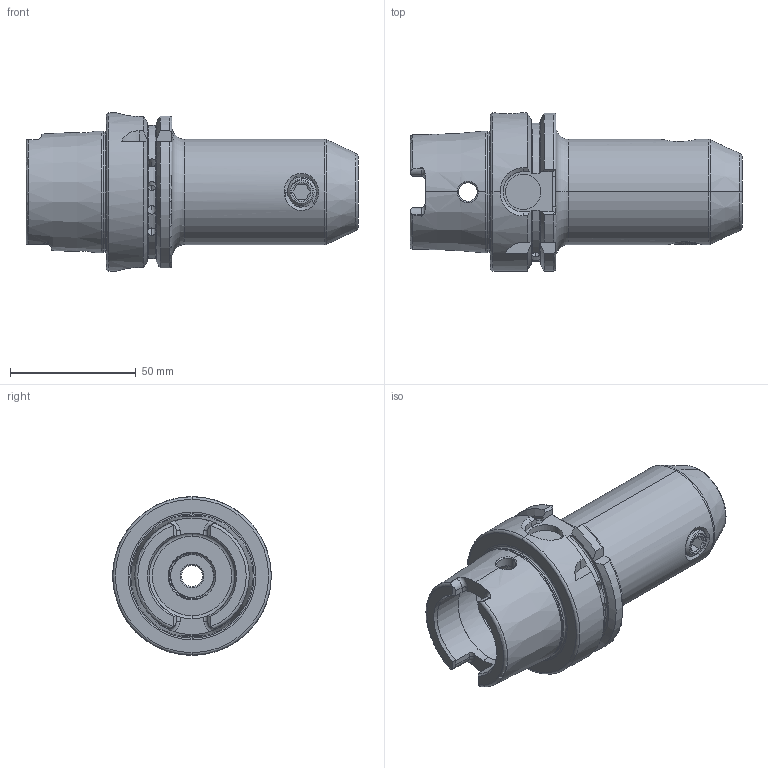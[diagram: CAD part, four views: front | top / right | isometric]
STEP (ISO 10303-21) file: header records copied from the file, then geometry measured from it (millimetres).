
FILE_DESCRIPTION (( 'STEP AP203' ), '1' );
FILE_NAME ('A63.04.12.1.STEP', '2016-09-01T05:20:48', ( '' ), ( '' ), 'SwSTEP 2.0', 'SolidWorks 2012', '' );
FILE_SCHEMA (( 'CONFIG_CONTROL_DESIGN' ));
Length unit declared in the file: millimetre
Products named in the file (3): A63.04.12.1; 側固12_M12x1.75_16L
Assembly tree (2 placements, depth 2):
  A63.04.12.1
    A63.04.12.1
    側固12_M12x1.75_16L
Bounding box: 132 x 63 x 63 mm (x, y, z)
Volume: 170812.7 mm3; surface area: 36815.9 mm2
Topology: 2 solids, 2 shells, 300 faces, 810 edges, 511 vertices
Faces by surface type: cylinder 113, plane 72, cone 43, bspline 35, torus 35, sphere 2
Entity records: 32035 total; most frequent: CARTESIAN_POINT 25039, ORIENTED_EDGE 1596, DIRECTION 1166, EDGE_CURVE 798, VERTEX_POINT 511, AXIS2_PLACEMENT_3D 462, EDGE_LOOP 317, FACE_OUTER_BOUND 300
